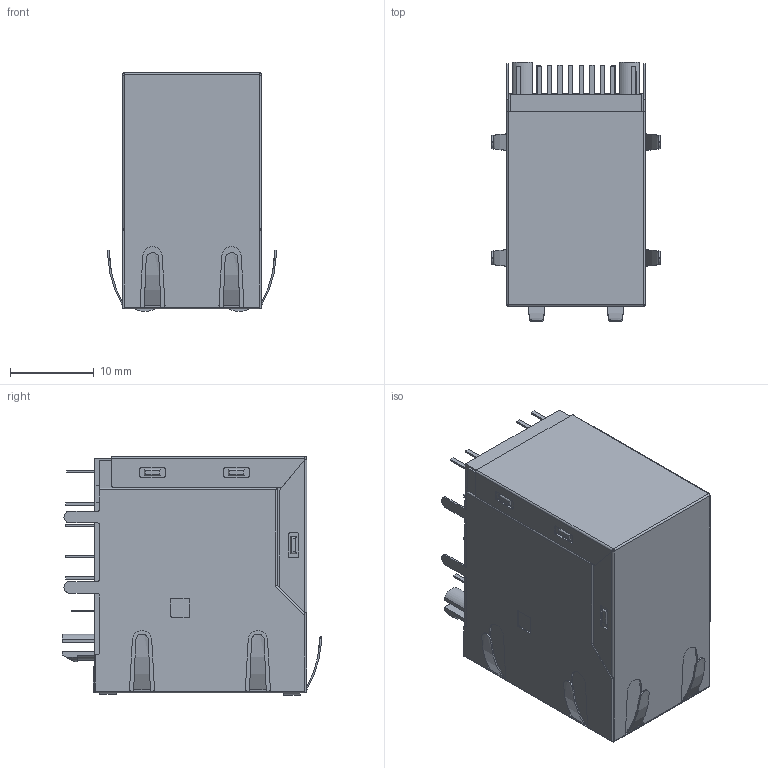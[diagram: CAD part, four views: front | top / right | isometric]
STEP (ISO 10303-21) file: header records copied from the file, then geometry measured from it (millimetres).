
FILE_DESCRIPTION(/* description */ ('Unknown'),/* implementation_level */ '2;1');
FILE_NAME(/* name */ '615016245421',/* time_stamp */ '2016-03-16T17:38:07+01:00',/* author */ ('Unknown'),/* organization */ ('Unknown'),/* preprocessor_version */ 'ST-DEVELOPER v16',/* originating_system */ 'DEX',/* authorisation */ $);
FILE_SCHEMA (('AUTOMOTIVE_DESIGN {1 0 10303 214 3 1 1}'));
Length unit declared in the file: millimetre
Products named in the file (35): 615016245421; shielding; housing1; Cap; pin4.2; pin6.2; pin8.2; Asm housing1; Housing 1.2; Housing1.1; pin3; pin1; pin5; pin7; pin2; pin4; pin6; pin8; pin2.2; Housing2; shielding2; Pin LV; vert; Pin LJ; jaune; Pin PJ; pin2 p; pin1 p; Pin PV; pin7.2; pin5.2; pin1.2; pin3.2
Assembly tree (40 placements, depth 3):
  615016245421
    shielding
    housing1
    Cap
    pin4.2
    pin6.2
    pin8.2
    Asm housing1
      Housing 1.2
      Housing1.1
      pin3
      pin1
      pin5
      pin7
      pin2
      pin4
      pin6
      pin8
    pin2.2
    Housing2
    shielding2
    Pin LV
      pin2
      pin1
      vert
    Pin LJ
      pin2
      pin1
      jaune
    Pin PJ
      pin2 p
      pin1 p
      jaune
    Pin PV
      pin2 p
      pin1 p
      vert
    pin7.2
    pin5.2
    pin1.2
    pin3.2
Bounding box: 20.1 x 30.9 x 28.44 mm (x, y, z)
Volume: 7034.7 mm3; surface area: 18970.6 mm2
Topology: 35 solids, 35 shells, 1747 faces, 4851 edges, 3140 vertices
Faces by surface type: plane 1340, cylinder 351, bspline 56
Entity records: 56974 total; most frequent: CARTESIAN_POINT 12847, ORIENTED_EDGE 9354, DIRECTION 8455, EDGE_CURVE 4677, LINE 3875, VECTOR 3875, VERTEX_POINT 3024, AXIS2_PLACEMENT_3D 2290
